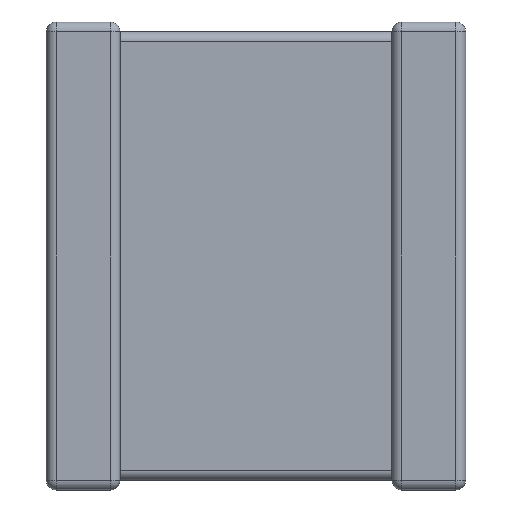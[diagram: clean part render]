
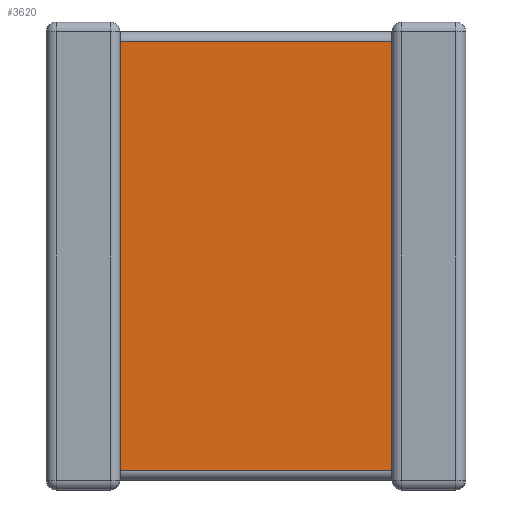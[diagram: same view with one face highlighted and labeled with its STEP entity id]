
A CAD part, front view. The second image highlights one B-rep face of the part: STEP entity #3620.
In plain terms, the highlighted planar face has unit normal (0, -1, 0).
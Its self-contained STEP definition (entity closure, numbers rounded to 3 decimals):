
#460 = VERTEX_POINT ( 'NONE', #3729 ) ;
#532 = EDGE_CURVE ( 'NONE', #460, #4173, #1422, .T. ) ;
#935 = CARTESIAN_POINT ( 'NONE',  ( 7.83, 0.22, -10.159 ) ) ;
#957 = DIRECTION ( 'NONE',  ( 1., 0., 0. ) ) ;
#966 = LINE ( 'NONE', #3154, #2617 ) ;
#968 = EDGE_CURVE ( 'NONE', #4385, #3152, #966, .T. ) ;
#1038 = CARTESIAN_POINT ( 'NONE',  ( 1.67, 0.22, -10.6 ) ) ;
#1344 = EDGE_CURVE ( 'NONE', #3152, #4173, #2093, .T. ) ;
#1422 = LINE ( 'NONE', #3623, #2324 ) ;
#1430 = VECTOR ( 'NONE', #3489, 1000. ) ;
#1518 = VECTOR ( 'NONE', #957, 1000. ) ;
#1597 = EDGE_CURVE ( 'NONE', #460, #4385, #4528, .T. ) ;
#1693 = ORIENTED_EDGE ( 'NONE', *, *, #1597, .T. ) ;
#1728 = FACE_OUTER_BOUND ( 'NONE', #3488, .T. ) ;
#1824 = ORIENTED_EDGE ( 'NONE', *, *, #968, .T. ) ;
#1882 = ORIENTED_EDGE ( 'NONE', *, *, #1344, .T. ) ;
#1988 = AXIS2_PLACEMENT_3D ( 'NONE', #1038, #4504, #2145 ) ;
#2093 = LINE ( 'NONE', #2456, #1430 ) ;
#2097 = DIRECTION ( 'NONE',  ( 0., 0., 1. ) ) ;
#2145 = DIRECTION ( 'NONE',  ( 0., 0., -1. ) ) ;
#2171 = DIRECTION ( 'NONE',  ( 0., 0., 1. ) ) ;
#2324 = VECTOR ( 'NONE', #2171, 1000. ) ;
#2456 = CARTESIAN_POINT ( 'NONE',  ( 1.67, 0.22, -0.441 ) ) ;
#2617 = VECTOR ( 'NONE', #2097, 1000. ) ;
#3152 = VERTEX_POINT ( 'NONE', #4180 ) ;
#3154 = CARTESIAN_POINT ( 'NONE',  ( 7.83, 0.22, -10.6 ) ) ;
#3488 = EDGE_LOOP ( 'NONE', ( #3640, #1693, #1824, #1882 ) ) ;
#3489 = DIRECTION ( 'NONE',  ( -1., 0., 0. ) ) ;
#3550 = CARTESIAN_POINT ( 'NONE',  ( 7.83, 0.22, -10.159 ) ) ;
#3620 = ADVANCED_FACE ( 'NONE', ( #1728 ), #4210, .T. ) ;
#3623 = CARTESIAN_POINT ( 'NONE',  ( 1.67, 0.22, -10.6 ) ) ;
#3640 = ORIENTED_EDGE ( 'NONE', *, *, #532, .F. ) ;
#3641 = CARTESIAN_POINT ( 'NONE',  ( 1.67, 0.22, -0.441 ) ) ;
#3729 = CARTESIAN_POINT ( 'NONE',  ( 1.67, 0.22, -10.159 ) ) ;
#4173 = VERTEX_POINT ( 'NONE', #3641 ) ;
#4180 = CARTESIAN_POINT ( 'NONE',  ( 7.83, 0.22, -0.441 ) ) ;
#4210 = PLANE ( 'NONE',  #1988 ) ;
#4385 = VERTEX_POINT ( 'NONE', #3550 ) ;
#4504 = DIRECTION ( 'NONE',  ( 0., -1., 0. ) ) ;
#4528 = LINE ( 'NONE', #935, #1518 ) ;
